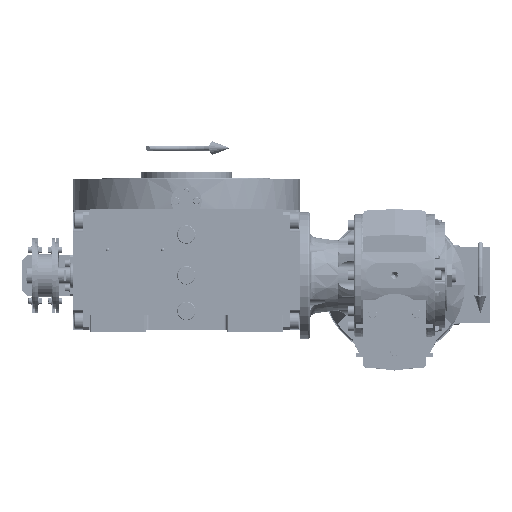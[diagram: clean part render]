
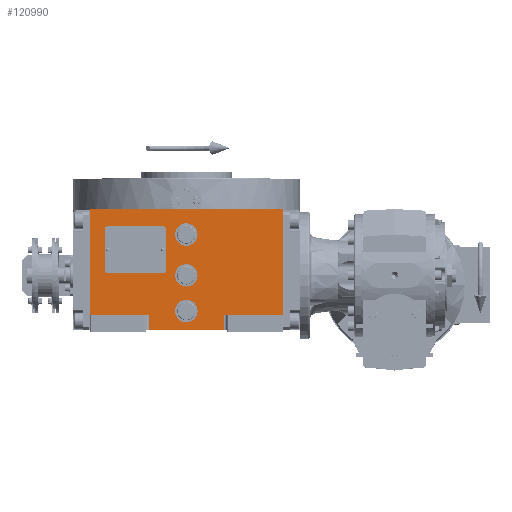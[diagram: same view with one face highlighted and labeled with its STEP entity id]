
A CAD part, top view. The second image highlights one B-rep face of the part: STEP entity #120990.
In plain terms, the highlighted planar face has unit normal (0, 0, 1).
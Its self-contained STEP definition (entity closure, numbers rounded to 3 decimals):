
#979 = CARTESIAN_POINT ( 'NONE',  ( -94.5, 64.5, 163.5 ) ) ;
#2185 = EDGE_CURVE ( 'NONE', #52302, #67323, #139173, .T. ) ;
#2246 = CARTESIAN_POINT ( 'NONE',  ( 37., -38.5, 163.5 ) ) ;
#2337 = VECTOR ( 'NONE', #80855, 1000. ) ;
#2372 = VERTEX_POINT ( 'NONE', #37892 ) ;
#3100 = VECTOR ( 'NONE', #21642, 1000. ) ;
#3173 = EDGE_LOOP ( 'NONE', ( #35856, #119014 ) ) ;
#3641 = CARTESIAN_POINT ( 'NONE',  ( 11., -35., 163.5 ) ) ;
#4157 = CARTESIAN_POINT ( 'NONE',  ( 94.5, -38.5, 163.5 ) ) ;
#4955 = DIRECTION ( 'NONE',  ( -1., 0., 0. ) ) ;
#5700 = AXIS2_PLACEMENT_3D ( 'NONE', #17004, #139399, #4955 ) ;
#9026 = VERTEX_POINT ( 'NONE', #85323 ) ;
#9500 = EDGE_LOOP ( 'NONE', ( #147919, #150797 ) ) ;
#10590 = VERTEX_POINT ( 'NONE', #3641 ) ;
#10941 = VECTOR ( 'NONE', #161308, 1000. ) ;
#11140 = EDGE_CURVE ( 'NONE', #79144, #17702, #148018, .T. ) ;
#12170 = CARTESIAN_POINT ( 'NONE',  ( 11., 40., 163.5 ) ) ;
#13325 = EDGE_LOOP ( 'NONE', ( #92231, #166767 ) ) ;
#15288 = CARTESIAN_POINT ( 'NONE',  ( 37., -53.5, 163.5 ) ) ;
#15344 = DIRECTION ( 'NONE',  ( 0., 0., 1. ) ) ;
#17004 = CARTESIAN_POINT ( 'NONE',  ( 0., 0., 163.5 ) ) ;
#17702 = VERTEX_POINT ( 'NONE', #110766 ) ;
#19027 = VECTOR ( 'NONE', #156595, 1000. ) ;
#19296 = VERTEX_POINT ( 'NONE', #20486 ) ;
#19505 = CARTESIAN_POINT ( 'NONE',  ( 0., -35., 163.5 ) ) ;
#20486 = CARTESIAN_POINT ( 'NONE',  ( 11., 0., 163.5 ) ) ;
#21146 = EDGE_CURVE ( 'NONE', #2372, #85109, #167587, .T. ) ;
#21642 = DIRECTION ( 'NONE',  ( 0., -1., 0. ) ) ;
#22171 = AXIS2_PLACEMENT_3D ( 'NONE', #28237, #15344, #142378 ) ;
#22172 = EDGE_CURVE ( 'NONE', #157821, #10590, #84441, .T. ) ;
#22361 = DIRECTION ( 'NONE',  ( 0., 1., 0. ) ) ;
#23044 = EDGE_LOOP ( 'NONE', ( #78124, #135541, #161273, #160946, #89977, #161869, #147415, #153161 ) ) ;
#25598 = AXIS2_PLACEMENT_3D ( 'NONE', #42449, #81115, #94789 ) ;
#28082 = VERTEX_POINT ( 'NONE', #46883 ) ;
#28237 = CARTESIAN_POINT ( 'NONE',  ( 0., -35., 163.5 ) ) ;
#33597 = VERTEX_POINT ( 'NONE', #4157 ) ;
#35856 = ORIENTED_EDGE ( 'NONE', *, *, #11140, .F. ) ;
#36443 = DIRECTION ( 'NONE',  ( 1., 0., 0. ) ) ;
#36564 = LINE ( 'NONE', #103405, #19027 ) ;
#36941 = EDGE_CURVE ( 'NONE', #160523, #28082, #92848, .T. ) ;
#37892 = CARTESIAN_POINT ( 'NONE',  ( -94.5, -38.5, 163.5 ) ) ;
#40030 = VERTEX_POINT ( 'NONE', #129313 ) ;
#40755 = FACE_BOUND ( 'NONE', #9500, .T. ) ;
#41824 = VECTOR ( 'NONE', #168086, 1000. ) ;
#42449 = CARTESIAN_POINT ( 'NONE',  ( -94.5, -53.5, 163.5 ) ) ;
#46883 = CARTESIAN_POINT ( 'NONE',  ( 94.5, 64.5, 163.5 ) ) ;
#52302 = VERTEX_POINT ( 'NONE', #2246 ) ;
#54437 = FACE_BOUND ( 'NONE', #13325, .T. ) ;
#54921 = CARTESIAN_POINT ( 'NONE',  ( 0., 40., 163.5 ) ) ;
#57531 = DIRECTION ( 'NONE',  ( 0., 0., 1. ) ) ;
#58769 = EDGE_CURVE ( 'NONE', #9026, #19296, #148292, .T. ) ;
#67323 = VERTEX_POINT ( 'NONE', #15288 ) ;
#67835 = DIRECTION ( 'NONE',  ( 1., 0., 0. ) ) ;
#69043 = PLANE ( 'NONE',  #25598 ) ;
#69546 = LINE ( 'NONE', #145054, #10941 ) ;
#70439 = DIRECTION ( 'NONE',  ( -1., 0., 0. ) ) ;
#75928 = LINE ( 'NONE', #154808, #82780 ) ;
#78124 = ORIENTED_EDGE ( 'NONE', *, *, #80059, .T. ) ;
#79144 = VERTEX_POINT ( 'NONE', #12170 ) ;
#79879 = CIRCLE ( 'NONE', #90751, 11. ) ;
#80059 = EDGE_CURVE ( 'NONE', #40030, #67323, #75928, .T. ) ;
#80855 = DIRECTION ( 'NONE',  ( 1., 0., 0. ) ) ;
#81115 = DIRECTION ( 'NONE',  ( 0., 0., 1. ) ) ;
#82780 = VECTOR ( 'NONE', #115359, 1000. ) ;
#84441 = CIRCLE ( 'NONE', #98094, 11. ) ;
#85109 = VERTEX_POINT ( 'NONE', #98052 ) ;
#85323 = CARTESIAN_POINT ( 'NONE',  ( -11., 0., 163.5 ) ) ;
#85461 = EDGE_CURVE ( 'NONE', #17702, #79144, #110855, .T. ) ;
#87896 = CARTESIAN_POINT ( 'NONE',  ( -94.5, -38.5, 163.5 ) ) ;
#89661 = VECTOR ( 'NONE', #100705, 1000. ) ;
#89977 = ORIENTED_EDGE ( 'NONE', *, *, #36941, .F. ) ;
#90048 = LINE ( 'NONE', #155217, #41824 ) ;
#90751 = AXIS2_PLACEMENT_3D ( 'NONE', #129054, #141087, #36443 ) ;
#91751 = CARTESIAN_POINT ( 'NONE',  ( -94.5, 64.5, 163.5 ) ) ;
#92231 = ORIENTED_EDGE ( 'NONE', *, *, #100159, .F. ) ;
#92848 = LINE ( 'NONE', #979, #2337 ) ;
#94789 = DIRECTION ( 'NONE',  ( 1., 0., 0. ) ) ;
#95210 = EDGE_CURVE ( 'NONE', #33597, #28082, #103794, .T. ) ;
#98052 = CARTESIAN_POINT ( 'NONE',  ( -37., -38.5, 163.5 ) ) ;
#98094 = AXIS2_PLACEMENT_3D ( 'NONE', #19505, #137047, #138735 ) ;
#100159 = EDGE_CURVE ( 'NONE', #10590, #157821, #142679, .T. ) ;
#100705 = DIRECTION ( 'NONE',  ( 1., 0., 0. ) ) ;
#102651 = CARTESIAN_POINT ( 'NONE',  ( -11., -35., 163.5 ) ) ;
#103405 = CARTESIAN_POINT ( 'NONE',  ( 37., -38.5, 163.5 ) ) ;
#103794 = LINE ( 'NONE', #115856, #115452 ) ;
#107246 = DIRECTION ( 'NONE',  ( 0., 0., 1. ) ) ;
#109203 = EDGE_CURVE ( 'NONE', #52302, #33597, #36564, .T. ) ;
#110766 = CARTESIAN_POINT ( 'NONE',  ( -11., 40., 163.5 ) ) ;
#110855 = CIRCLE ( 'NONE', #132794, 11. ) ;
#112605 = EDGE_CURVE ( 'NONE', #2372, #160523, #90048, .T. ) ;
#115359 = DIRECTION ( 'NONE',  ( 1., 0., 0. ) ) ;
#115452 = VECTOR ( 'NONE', #22361, 1000. ) ;
#115856 = CARTESIAN_POINT ( 'NONE',  ( 94.5, -38.5, 163.5 ) ) ;
#119014 = ORIENTED_EDGE ( 'NONE', *, *, #85461, .F. ) ;
#120990 = ADVANCED_FACE ( 'NONE', ( #40755, #54437, #159123, #144553 ), #69043, .T. ) ;
#129054 = CARTESIAN_POINT ( 'NONE',  ( 0., 0., 163.5 ) ) ;
#129313 = CARTESIAN_POINT ( 'NONE',  ( -37., -53.5, 163.5 ) ) ;
#130660 = EDGE_CURVE ( 'NONE', #40030, #85109, #69546, .T. ) ;
#132794 = AXIS2_PLACEMENT_3D ( 'NONE', #162206, #57531, #70439 ) ;
#135541 = ORIENTED_EDGE ( 'NONE', *, *, #2185, .F. ) ;
#137047 = DIRECTION ( 'NONE',  ( 0., 0., 1. ) ) ;
#137474 = CARTESIAN_POINT ( 'NONE',  ( 37., -38.5, 163.5 ) ) ;
#138735 = DIRECTION ( 'NONE',  ( -1., 0., 0. ) ) ;
#139173 = LINE ( 'NONE', #137474, #3100 ) ;
#139399 = DIRECTION ( 'NONE',  ( 0., 0., 1. ) ) ;
#141087 = DIRECTION ( 'NONE',  ( 0., 0., 1. ) ) ;
#142378 = DIRECTION ( 'NONE',  ( 1., 0., 0. ) ) ;
#142679 = CIRCLE ( 'NONE', #22171, 11. ) ;
#143682 = EDGE_CURVE ( 'NONE', #19296, #9026, #79879, .T. ) ;
#144553 = FACE_OUTER_BOUND ( 'NONE', #23044, .T. ) ;
#145054 = CARTESIAN_POINT ( 'NONE',  ( -37., -53.5, 163.5 ) ) ;
#147415 = ORIENTED_EDGE ( 'NONE', *, *, #21146, .T. ) ;
#147919 = ORIENTED_EDGE ( 'NONE', *, *, #143682, .F. ) ;
#148018 = CIRCLE ( 'NONE', #150691, 11. ) ;
#148292 = CIRCLE ( 'NONE', #5700, 11. ) ;
#150691 = AXIS2_PLACEMENT_3D ( 'NONE', #54921, #107246, #67835 ) ;
#150797 = ORIENTED_EDGE ( 'NONE', *, *, #58769, .F. ) ;
#153161 = ORIENTED_EDGE ( 'NONE', *, *, #130660, .F. ) ;
#154808 = CARTESIAN_POINT ( 'NONE',  ( -37., -53.5, 163.5 ) ) ;
#155217 = CARTESIAN_POINT ( 'NONE',  ( -94.5, -38.5, 163.5 ) ) ;
#156595 = DIRECTION ( 'NONE',  ( 1., 0., 0. ) ) ;
#157821 = VERTEX_POINT ( 'NONE', #102651 ) ;
#159123 = FACE_BOUND ( 'NONE', #3173, .T. ) ;
#160523 = VERTEX_POINT ( 'NONE', #91751 ) ;
#160946 = ORIENTED_EDGE ( 'NONE', *, *, #95210, .T. ) ;
#161273 = ORIENTED_EDGE ( 'NONE', *, *, #109203, .T. ) ;
#161308 = DIRECTION ( 'NONE',  ( 0., 1., 0. ) ) ;
#161869 = ORIENTED_EDGE ( 'NONE', *, *, #112605, .F. ) ;
#162206 = CARTESIAN_POINT ( 'NONE',  ( 0., 40., 163.5 ) ) ;
#166767 = ORIENTED_EDGE ( 'NONE', *, *, #22172, .F. ) ;
#167587 = LINE ( 'NONE', #87896, #89661 ) ;
#168086 = DIRECTION ( 'NONE',  ( 0., 1., 0. ) ) ;
